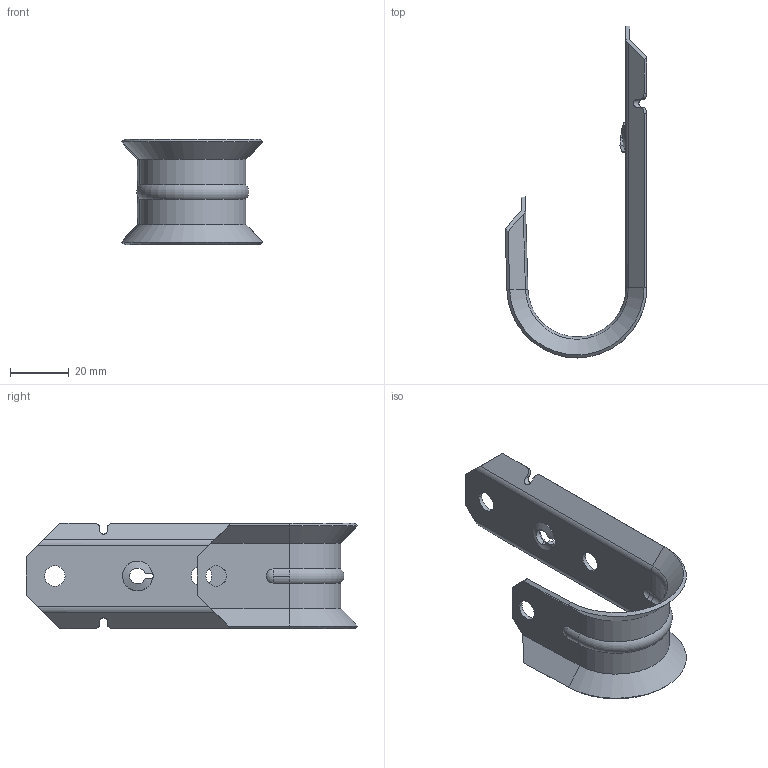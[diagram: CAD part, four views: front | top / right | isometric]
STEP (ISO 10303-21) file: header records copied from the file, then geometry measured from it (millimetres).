
FILE_DESCRIPTION (( 'STEP AP203' ), '1' );
FILE_NAME ('WJH21.STEP', '2024-04-25T06:34:21', ( '' ), ( '' ), 'SwSTEP 2.0', 'SolidWorks 2021', '' );
FILE_SCHEMA (( 'CONFIG_CONTROL_DESIGN' ));
Length unit declared in the file: millimetre
Products named in the file (1): WJH21
Bounding box: 48.29 x 113.1 x 35.98 mm (x, y, z)
Volume: 8977.9 mm3; surface area: 14151.6 mm2
Topology: 1 solids, 1 shells, 83 faces, 217 edges, 132 vertices
Faces by surface type: cylinder 31, plane 30, bspline 8, cone 6, sphere 4, torus 4
Entity records: 2923 total; most frequent: CARTESIAN_POINT 932, ORIENTED_EDGE 422, DIRECTION 377, EDGE_CURVE 211, AXIS2_PLACEMENT_3D 132, VERTEX_POINT 130, LINE 113, VECTOR 113
